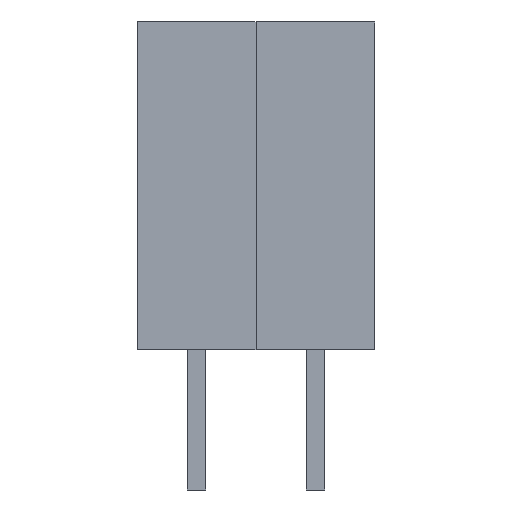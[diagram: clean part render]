
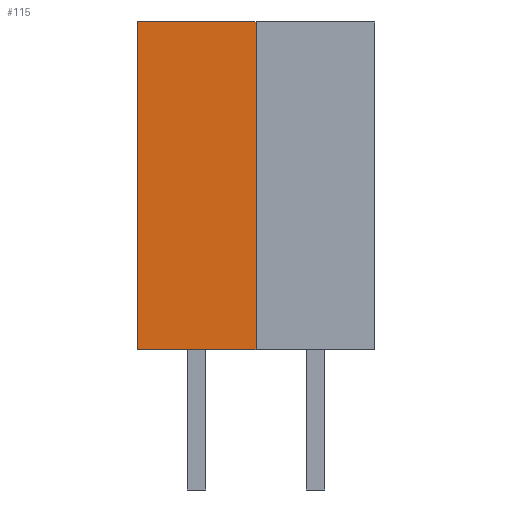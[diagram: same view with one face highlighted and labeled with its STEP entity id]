
A CAD part, front view. The second image highlights one B-rep face of the part: STEP entity #115.
In plain terms, the highlighted planar face has unit normal (0, -1, 0).
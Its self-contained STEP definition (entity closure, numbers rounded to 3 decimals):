
#13=DIRECTION('',(0.,0.,1.));
#14=DIRECTION('',(1.,0.,0.));
#91=EDGE_CURVE('',#92,#94,#96,.T.);
#92=VERTEX_POINT('',#93);
#93=CARTESIAN_POINT('',(-1.27,-1.271,0.));
#94=VERTEX_POINT('',#95);
#95=CARTESIAN_POINT('',(-1.27,-1.271,7.));
#96=LINE('',#93,#97);
#97=VECTOR('',#13,1.);
#104=DIRECTION('',(0.,1.,0.));
#115=ADVANCED_FACE('',(#116),#133,.F.);
#116=FACE_BOUND('',#117,.F.);
#117=EDGE_LOOP('',(#118,#124,#125,#130));
#118=ORIENTED_EDGE('',*,*,#119,.F.);
#119=EDGE_CURVE('',#92,#120,#122,.T.);
#120=VERTEX_POINT('',#121);
#121=CARTESIAN_POINT('',(1.27,-1.271,0.));
#122=LINE('',#93,#123);
#123=VECTOR('',#14,1.);
#124=ORIENTED_EDGE('',*,*,#91,.T.);
#125=ORIENTED_EDGE('',*,*,#126,.T.);
#126=EDGE_CURVE('',#94,#127,#129,.T.);
#127=VERTEX_POINT('',#128);
#128=CARTESIAN_POINT('',(1.27,-1.271,7.));
#129=LINE('',#95,#123);
#130=ORIENTED_EDGE('',*,*,#131,.F.);
#131=EDGE_CURVE('',#120,#127,#132,.T.);
#132=LINE('',#121,#97);
#133=PLANE('',#134);
#134=AXIS2_PLACEMENT_3D('',#93,#104,#13);
